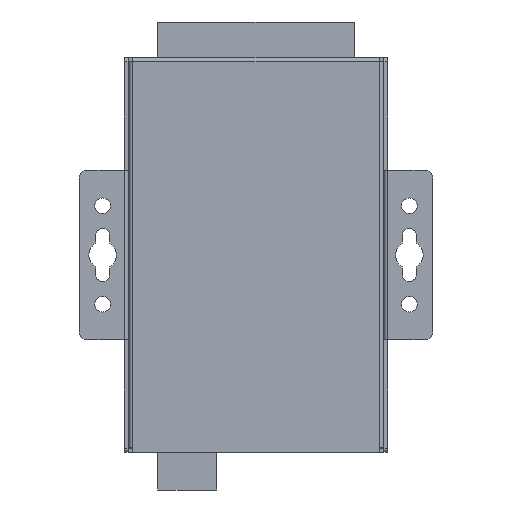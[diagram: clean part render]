
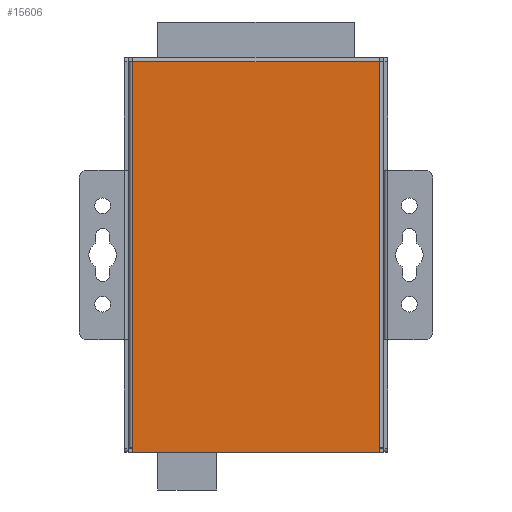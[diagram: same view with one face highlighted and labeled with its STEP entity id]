
A CAD part, front view. The second image highlights one B-rep face of the part: STEP entity #15606.
In plain terms, the highlighted planar face has unit normal (0, -1, 0).
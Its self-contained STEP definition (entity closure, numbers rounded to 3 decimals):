
#3736=DIRECTION('',(0.,0.,-1.));
#3737=VECTOR('',#3736,1.15);
#3738=CARTESIAN_POINT('',(31.35,2.,-48.55));
#3739=LINE('',#3738,#3737);
#3740=DIRECTION('',(1.,0.,0.));
#3741=VECTOR('',#3740,62.7);
#3742=CARTESIAN_POINT('',(-31.35,2.,-49.7));
#3743=LINE('',#3742,#3741);
#3744=DIRECTION('',(0.,0.,-1.));
#3745=VECTOR('',#3744,1.15);
#3746=CARTESIAN_POINT('',(-31.35,2.,-48.55));
#3747=LINE('',#3746,#3745);
#3752=DIRECTION('',(0.,0.,-1.));
#3753=VECTOR('',#3752,98.25);
#3754=CARTESIAN_POINT('',(31.35,2.,49.7));
#3755=LINE('',#3754,#3753);
#4020=DIRECTION('',(1.,0.,0.));
#4021=VECTOR('',#4020,62.7);
#4022=CARTESIAN_POINT('',(-31.35,2.,49.7));
#4023=LINE('',#4022,#4021);
#4024=DIRECTION('',(0.,0.,1.));
#4025=VECTOR('',#4024,98.25);
#4026=CARTESIAN_POINT('',(-31.35,2.,-48.55));
#4027=LINE('',#4026,#4025);
#8380=CARTESIAN_POINT('',(-31.35,2.,49.7));
#8381=VERTEX_POINT('',#8380);
#8390=CARTESIAN_POINT('',(31.35,2.,49.7));
#8391=VERTEX_POINT('',#8390);
#8410=CARTESIAN_POINT('',(-31.35,2.,-48.55));
#8411=VERTEX_POINT('',#8410);
#8412=CARTESIAN_POINT('',(31.35,2.,-48.55));
#8413=VERTEX_POINT('',#8412);
#8420=CARTESIAN_POINT('',(-31.35,2.,-49.7));
#8421=VERTEX_POINT('',#8420);
#8422=CARTESIAN_POINT('',(31.35,2.,-49.7));
#8423=VERTEX_POINT('',#8422);
#15589=CARTESIAN_POINT('',(0.,2.,0.5));
#15590=DIRECTION('',(0.,1.,0.));
#15591=DIRECTION('',(-1.,0.,0.));
#15592=AXIS2_PLACEMENT_3D('',#15589,#15590,#15591);
#15593=PLANE('',#15592);
#15595=ORIENTED_EDGE('',*,*,#15594,.T.);
#15596=ORIENTED_EDGE('',*,*,#15581,.T.);
#15597=ORIENTED_EDGE('',*,*,#9827,.F.);
#15599=ORIENTED_EDGE('',*,*,#15598,.F.);
#15601=ORIENTED_EDGE('',*,*,#15600,.T.);
#15603=ORIENTED_EDGE('',*,*,#15602,.T.);
#15604=EDGE_LOOP('',(#15595,#15596,#15597,#15599,#15601,#15603));
#15605=FACE_OUTER_BOUND('',#15604,.F.);
#9827=EDGE_CURVE('',#8421,#8423,#3743,.T.);
#15581=EDGE_CURVE('',#8413,#8423,#3739,.T.);
#15594=EDGE_CURVE('',#8391,#8413,#3755,.T.);
#15598=EDGE_CURVE('',#8411,#8421,#3747,.T.);
#15600=EDGE_CURVE('',#8411,#8381,#4027,.T.);
#15602=EDGE_CURVE('',#8381,#8391,#4023,.T.);
#15606=ADVANCED_FACE('',(#15605),#15593,.F.);
